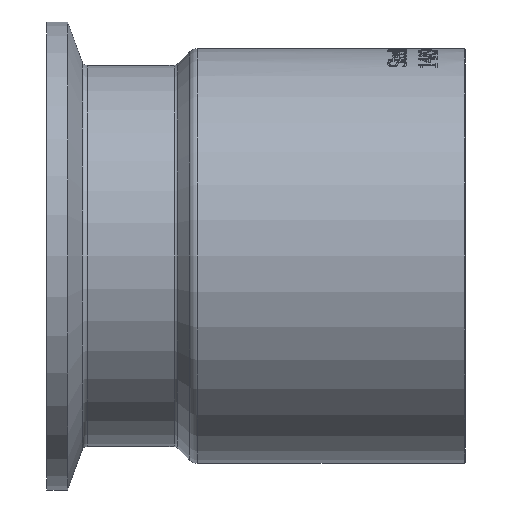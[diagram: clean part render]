
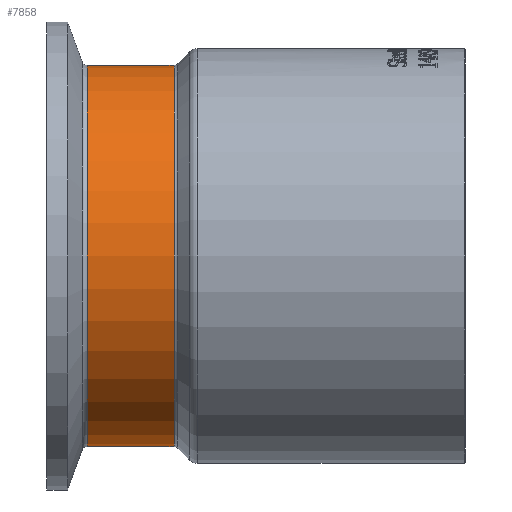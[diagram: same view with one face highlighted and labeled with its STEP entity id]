
A CAD part, front view. The second image highlights one B-rep face of the part: STEP entity #7858.
In plain terms, the highlighted cylindrical face has radius 26.035 mm (diameter 52.07 mm), a full revolution.
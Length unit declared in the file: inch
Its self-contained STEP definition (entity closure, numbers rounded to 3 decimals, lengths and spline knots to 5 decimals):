
#910=FACE_OUTER_BOUND('',#1376,.T.);
#1376=EDGE_LOOP('',(#7309,#7310,#7311,#7312,#7313,#7314,#7315,#7316));
#1597=CIRCLE('',#8386,1.025);
#1599=CIRCLE('',#8388,1.025);
#1600=CIRCLE('',#8389,1.025);
#1601=CIRCLE('',#8391,1.025);
#1602=CIRCLE('',#8392,1.025);
#1603=CIRCLE('',#8393,1.025);
#2145=LINE('',#17645,#2674);
#2674=VECTOR('',#9953,1.025);
#3816=VERTEX_POINT('',#17636);
#3817=VERTEX_POINT('',#17637);
#3818=VERTEX_POINT('',#17640);
#3819=VERTEX_POINT('',#17644);
#3820=VERTEX_POINT('',#17646);
#3821=VERTEX_POINT('',#17648);
#4986=EDGE_CURVE('',#3816,#3817,#1597,.T.);
#4988=EDGE_CURVE('',#3817,#3818,#1599,.T.);
#4989=EDGE_CURVE('',#3818,#3816,#1600,.T.);
#4990=EDGE_CURVE('',#3818,#3819,#2145,.T.);
#4991=EDGE_CURVE('',#3820,#3819,#1601,.T.);
#4992=EDGE_CURVE('',#3821,#3820,#1602,.T.);
#4993=EDGE_CURVE('',#3819,#3821,#1603,.T.);
#7309=ORIENTED_EDGE('',*,*,#4986,.F.);
#7310=ORIENTED_EDGE('',*,*,#4989,.F.);
#7311=ORIENTED_EDGE('',*,*,#4990,.T.);
#7312=ORIENTED_EDGE('',*,*,#4991,.F.);
#7313=ORIENTED_EDGE('',*,*,#4992,.F.);
#7314=ORIENTED_EDGE('',*,*,#4993,.F.);
#7315=ORIENTED_EDGE('',*,*,#4990,.F.);
#7316=ORIENTED_EDGE('',*,*,#4988,.F.);
#7409=CYLINDRICAL_SURFACE('',#8390,1.025);
#7858=ADVANCED_FACE('',(#910),#7409,.T.);
#8386=AXIS2_PLACEMENT_3D('',#17638,#9943,#9944);
#8388=AXIS2_PLACEMENT_3D('',#17641,#9947,#9948);
#8389=AXIS2_PLACEMENT_3D('',#17642,#9949,#9950);
#8390=AXIS2_PLACEMENT_3D('',#17643,#9951,#9952);
#8391=AXIS2_PLACEMENT_3D('',#17647,#9954,#9955);
#8392=AXIS2_PLACEMENT_3D('',#17649,#9956,#9957);
#8393=AXIS2_PLACEMENT_3D('',#17650,#9958,#9959);
#9943=DIRECTION('center_axis',(1.,0.,0.));
#9944=DIRECTION('ref_axis',(0.,-1.,0.));
#9947=DIRECTION('center_axis',(1.,0.,0.));
#9948=DIRECTION('ref_axis',(0.,-1.,0.));
#9949=DIRECTION('center_axis',(1.,0.,0.));
#9950=DIRECTION('ref_axis',(0.,-1.,0.));
#9951=DIRECTION('center_axis',(1.,0.,0.));
#9952=DIRECTION('ref_axis',(0.,1.,0.));
#9953=DIRECTION('',(-1.,0.,0.));
#9954=DIRECTION('center_axis',(-1.,0.,0.));
#9955=DIRECTION('ref_axis',(0.,-1.,0.));
#9956=DIRECTION('center_axis',(-1.,0.,0.));
#9957=DIRECTION('ref_axis',(0.,-1.,0.));
#9958=DIRECTION('center_axis',(-1.,0.,0.));
#9959=DIRECTION('ref_axis',(0.,-1.,0.));
#17636=CARTESIAN_POINT('',(0.68438,1.025,0.));
#17637=CARTESIAN_POINT('',(0.68438,0.,1.025));
#17638=CARTESIAN_POINT('Origin',(0.68438,0.,
0.));
#17640=CARTESIAN_POINT('',(0.68438,-1.025,0.));
#17641=CARTESIAN_POINT('Origin',(0.68438,0.,
0.));
#17642=CARTESIAN_POINT('Origin',(0.68438,0.,
0.));
#17643=CARTESIAN_POINT('Origin',(0.44681,0.,
0.));
#17644=CARTESIAN_POINT('',(0.21781,-1.025,0.));
#17645=CARTESIAN_POINT('',(0.44681,-1.025,0.));
#17646=CARTESIAN_POINT('',(0.21781,1.025,0.));
#17647=CARTESIAN_POINT('Origin',(0.21781,0.,
0.));
#17648=CARTESIAN_POINT('',(0.21781,0.,1.025));
#17649=CARTESIAN_POINT('Origin',(0.21781,0.,
0.));
#17650=CARTESIAN_POINT('Origin',(0.21781,0.,
0.));
